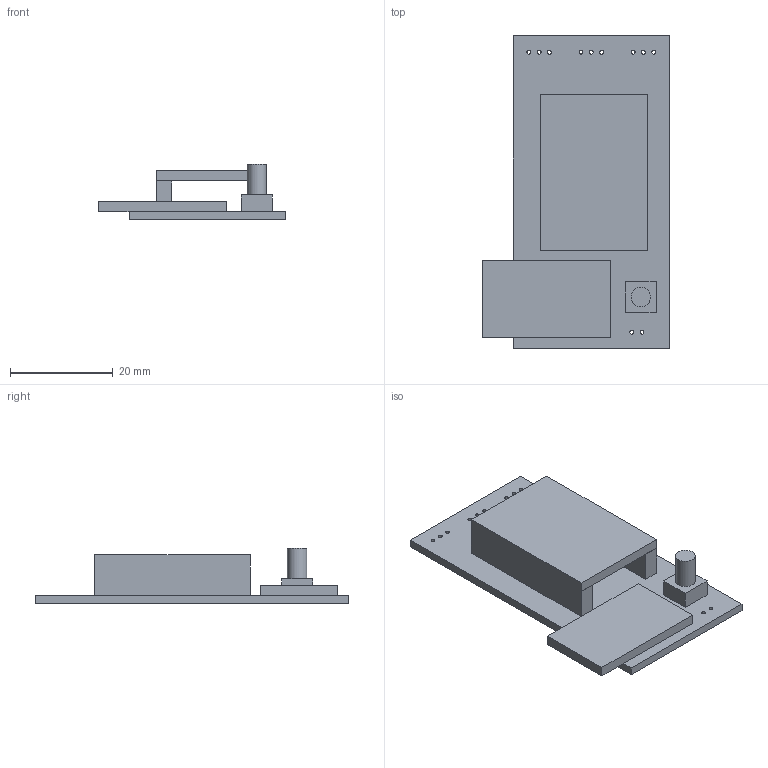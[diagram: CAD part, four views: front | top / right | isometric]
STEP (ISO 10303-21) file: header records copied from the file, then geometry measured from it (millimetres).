
FILE_DESCRIPTION(/* description */ (''),/* implementation_level */ '2;1');
FILE_NAME(/* name */ 'PCB.step',/* time_stamp */ '2022-05-10T16:39:53+02:00',/* author */ (''),/* organization */ (''),/* preprocessor_version */ 'ST-DEVELOPER v18.1',/* originating_system */ 'Autodesk Translation Framework v10.14.0.1471',/* authorisation */ '');
FILE_SCHEMA (('AUTOMOTIVE_DESIGN { 1 0 10303 214 3 1 1 }'));
Length unit declared in the file: millimetre
Products named in the file (2): PCB; unfancyRemote PCB
Assembly tree (1 placements, depth 2):
  PCB
    unfancyRemote PCB
Bounding box: 36.43 x 60.96 x 10.9 mm (x, y, z)
Volume: 6120.9 mm3; surface area: 6915.4 mm2
Topology: 1 solids, 25 shells, 115 faces, 184 edges, 122 vertices
Faces by surface type: plane 78, cylinder 37
Full cylindrical faces by diameter (mm): 0.75 x11, 1 x24, 3.2 x1, 3.8 x1
Entity records: 2700 total; most frequent: DIRECTION 494, CARTESIAN_POINT 424, ORIENTED_EDGE 368, AXIS2_PLACEMENT_3D 192, EDGE_CURVE 184, EDGE_LOOP 144, VERTEX_POINT 122, FACE_OUTER_BOUND 115
